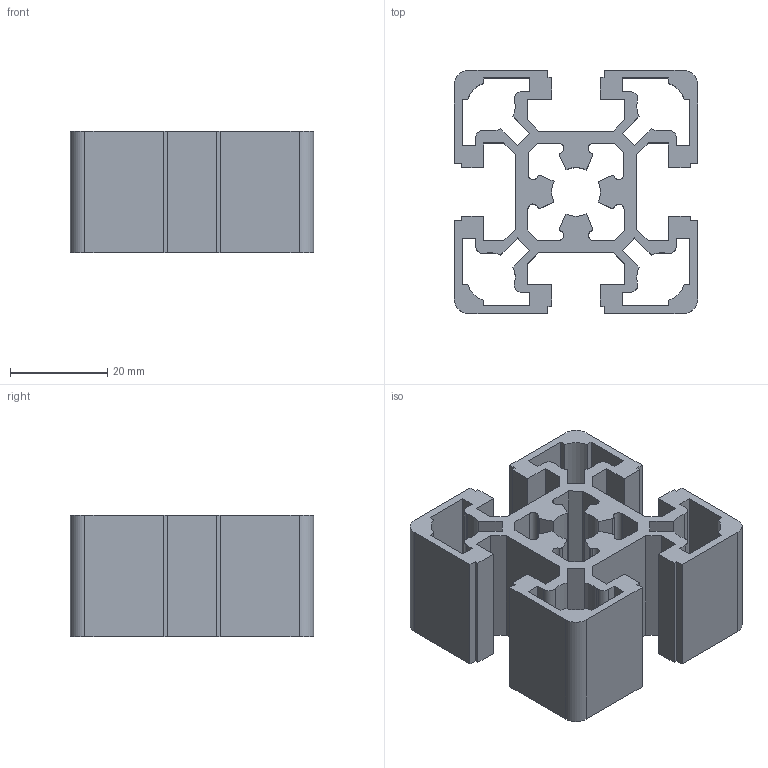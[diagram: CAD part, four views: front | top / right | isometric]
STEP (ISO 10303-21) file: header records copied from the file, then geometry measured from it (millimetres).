
FILE_DESCRIPTION (( 'STEP AP214' ), '1' );
FILE_NAME ('50x50x.STEP', '2019-07-08T08:05:04', ( '' ), ( '' ), 'SwSTEP 2.0', 'SolidWorks 2018', '' );
FILE_SCHEMA (( 'AUTOMOTIVE_DESIGN' ));
Length unit declared in the file: millimetre
Products named in the file (1): 50x50x
Bounding box: 50 x 50 x 25 mm (x, y, z)
Volume: 23337.4 mm3; surface area: 19968.1 mm2
Topology: 1 solids, 1 shells, 186 faces, 552 edges, 368 vertices
Faces by surface type: plane 133, cylinder 53
Entity records: 6256 total; most frequent: CARTESIAN_POINT 1107, ORIENTED_EDGE 1104, DIRECTION 1032, EDGE_CURVE 552, VECTOR 446, LINE 446, VERTEX_POINT 368, AXIS2_PLACEMENT_3D 293
